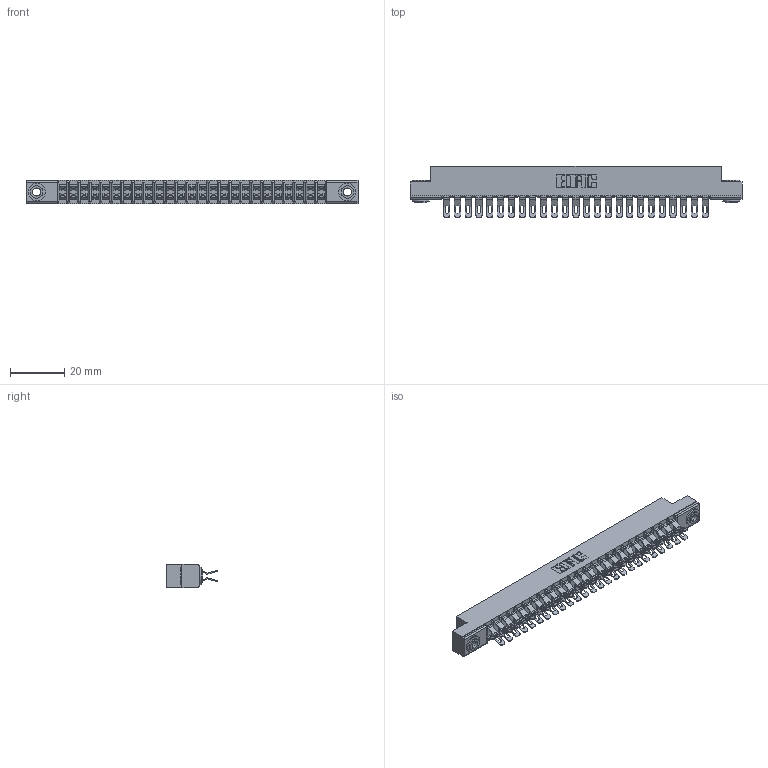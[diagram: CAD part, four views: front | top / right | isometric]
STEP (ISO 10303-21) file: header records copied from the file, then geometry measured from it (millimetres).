
FILE_DESCRIPTION (( 'STEP AP203' ), '1' );
FILE_NAME ('357-050-555-203.STEP', '2019-09-19T02:51:05', ( '' ), ( '' ), 'SwSTEP 2.0', 'SolidWorks 2016', '' );
FILE_SCHEMA (( 'CONFIG_CONTROL_DESIGN' ));
Length unit declared in the file: inch
Products named in the file (4): 357-050-555-203; 345-250-002_345-250-002-102; 307 Part_.156 Dia Mounting Holes; 307-290-001_555
Assembly tree (53 placements, depth 2):
  357-050-555-203
    307 Part_.156 Dia Mounting Holes
    307-290-001_555  x50
    345-250-002_345-250-002-102  x2
Bounding box: 122.07 x 18.75 x 8.71 mm (x, y, z)
Volume: 8134.8 mm3; surface area: 15594.5 mm2
Topology: 53 solids, 53 shells, 3246 faces, 9485 edges, 6182 vertices
Faces by surface type: plane 1794, cylinder 1392, sphere 52, cone 8
Entity records: 25930 total; most frequent: CARTESIAN_POINT 4234, ORIENTED_EDGE 4188, DIRECTION 4176, EDGE_CURVE 2094, LINE 1580, VECTOR 1580, VERTEX_POINT 1356, AXIS2_PLACEMENT_3D 1298
